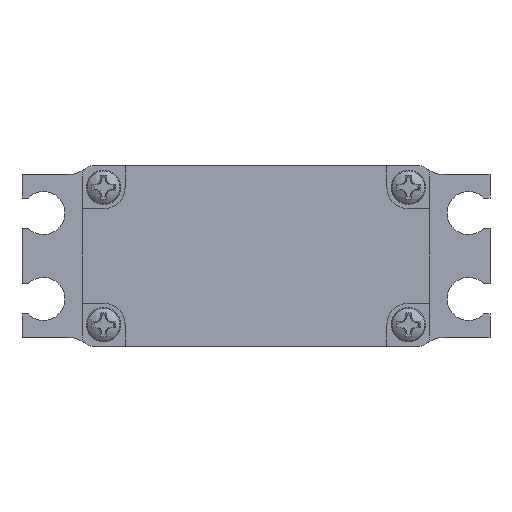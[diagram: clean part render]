
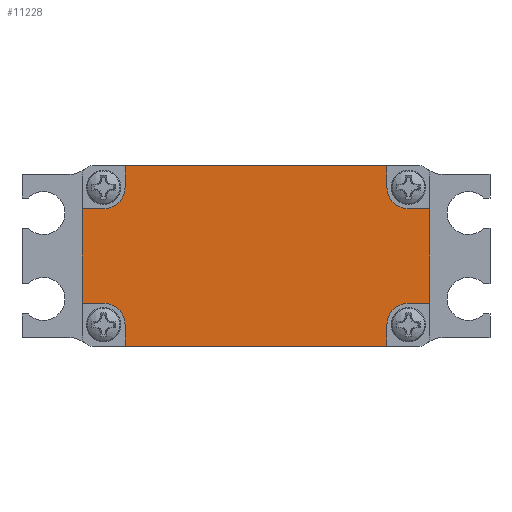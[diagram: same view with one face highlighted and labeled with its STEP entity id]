
A CAD part, front view. The second image highlights one B-rep face of the part: STEP entity #11228.
In plain terms, the highlighted planar face has unit normal (0, -1, 0).
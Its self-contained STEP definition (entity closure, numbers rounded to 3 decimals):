
#333=PLANE('',#12080);
#1011=FACE_OUTER_BOUND('',#1684,.T.);
#1684=EDGE_LOOP('',(#9470,#9471,#9472,#9473,#9474,#9475,#9476,#9477,#9478,
#9479,#9480,#9481,#9482,#9483,#9484,#9485));
#2163=CIRCLE('',#12065,2.5);
#2164=CIRCLE('',#12070,2.5);
#2165=CIRCLE('',#12074,2.5);
#2166=CIRCLE('',#12077,2.5);
#3150=LINE('',#28617,#4001);
#3159=LINE('',#28635,#4010);
#3163=LINE('',#28645,#4014);
#3182=LINE('',#28701,#4033);
#3185=LINE('',#28708,#4036);
#3186=LINE('',#28711,#4037);
#3188=LINE('',#28716,#4039);
#3191=LINE('',#28724,#4042);
#3194=LINE('',#28729,#4045);
#3196=LINE('',#28735,#4047);
#3199=LINE('',#28742,#4050);
#3201=LINE('',#28745,#4052);
#4001=VECTOR('',#13922,10.);
#4010=VECTOR('',#13937,10.);
#4014=VECTOR('',#13947,10.);
#4033=VECTOR('',#14004,10.);
#4036=VECTOR('',#14013,10.);
#4037=VECTOR('',#14016,10.);
#4039=VECTOR('',#14020,10.);
#4042=VECTOR('',#14029,10.);
#4045=VECTOR('',#14034,10.);
#4047=VECTOR('',#14042,10.);
#4050=VECTOR('',#14051,10.);
#4052=VECTOR('',#14055,10.);
#5150=VERTEX_POINT('',#28614);
#5151=VERTEX_POINT('',#28616);
#5156=VERTEX_POINT('',#28632);
#5157=VERTEX_POINT('',#28634);
#5159=VERTEX_POINT('',#28642);
#5160=VERTEX_POINT('',#28644);
#5178=VERTEX_POINT('',#28700);
#5179=VERTEX_POINT('',#28704);
#5180=VERTEX_POINT('',#28710);
#5181=VERTEX_POINT('',#28714);
#5182=VERTEX_POINT('',#28715);
#5183=VERTEX_POINT('',#28722);
#5184=VERTEX_POINT('',#28723);
#5185=VERTEX_POINT('',#28728);
#5186=VERTEX_POINT('',#28734);
#5187=VERTEX_POINT('',#28738);
#6614=EDGE_CURVE('',#5151,#5150,#3150,.T.);
#6624=EDGE_CURVE('',#5157,#5156,#3159,.T.);
#6629=EDGE_CURVE('',#5160,#5159,#3163,.T.);
#6657=EDGE_CURVE('',#5178,#5160,#3182,.T.);
#6659=EDGE_CURVE('',#5179,#5178,#2163,.T.);
#6661=EDGE_CURVE('',#5156,#5179,#3185,.T.);
#6662=EDGE_CURVE('',#5150,#5180,#3186,.T.);
#6664=EDGE_CURVE('',#5181,#5182,#3188,.T.);
#6667=EDGE_CURVE('',#5180,#5181,#2164,.T.);
#6668=EDGE_CURVE('',#5183,#5184,#3191,.T.);
#6671=EDGE_CURVE('',#5185,#5157,#3194,.T.);
#6673=EDGE_CURVE('',#5184,#5185,#2165,.T.);
#6674=EDGE_CURVE('',#5186,#5151,#3196,.T.);
#6676=EDGE_CURVE('',#5187,#5186,#2166,.T.);
#6678=EDGE_CURVE('',#5159,#5187,#3199,.T.);
#6680=EDGE_CURVE('',#5182,#5183,#3201,.T.);
#9470=ORIENTED_EDGE('',*,*,#6661,.T.);
#9471=ORIENTED_EDGE('',*,*,#6659,.T.);
#9472=ORIENTED_EDGE('',*,*,#6657,.T.);
#9473=ORIENTED_EDGE('',*,*,#6629,.T.);
#9474=ORIENTED_EDGE('',*,*,#6678,.T.);
#9475=ORIENTED_EDGE('',*,*,#6676,.T.);
#9476=ORIENTED_EDGE('',*,*,#6674,.T.);
#9477=ORIENTED_EDGE('',*,*,#6614,.T.);
#9478=ORIENTED_EDGE('',*,*,#6662,.T.);
#9479=ORIENTED_EDGE('',*,*,#6667,.T.);
#9480=ORIENTED_EDGE('',*,*,#6664,.T.);
#9481=ORIENTED_EDGE('',*,*,#6680,.T.);
#9482=ORIENTED_EDGE('',*,*,#6668,.T.);
#9483=ORIENTED_EDGE('',*,*,#6673,.T.);
#9484=ORIENTED_EDGE('',*,*,#6671,.T.);
#9485=ORIENTED_EDGE('',*,*,#6624,.T.);
#11228=ADVANCED_FACE('',(#1011),#333,.F.);
#12065=AXIS2_PLACEMENT_3D('',#28705,#14008,#14009);
#12070=AXIS2_PLACEMENT_3D('',#28720,#14025,#14026);
#12074=AXIS2_PLACEMENT_3D('',#28732,#14038,#14039);
#12077=AXIS2_PLACEMENT_3D('',#28739,#14046,#14047);
#12080=AXIS2_PLACEMENT_3D('',#28746,#14056,#14057);
#13922=DIRECTION('',(-1.,0.,0.));
#13937=DIRECTION('',(1.,0.,0.));
#13947=DIRECTION('',(0.,0.,1.));
#14004=DIRECTION('',(1.,0.,0.));
#14008=DIRECTION('center_axis',(0.,1.,0.));
#14009=DIRECTION('ref_axis',(1.,0.,0.));
#14013=DIRECTION('',(0.,0.,1.));
#14016=DIRECTION('',(0.,0.,-1.));
#14020=DIRECTION('',(-1.,0.,0.));
#14025=DIRECTION('center_axis',(0.,1.,0.));
#14026=DIRECTION('ref_axis',(1.,0.,0.));
#14029=DIRECTION('',(1.,0.,0.));
#14034=DIRECTION('',(0.,0.,-1.));
#14038=DIRECTION('center_axis',(0.,1.,0.));
#14039=DIRECTION('ref_axis',(1.,0.,0.));
#14042=DIRECTION('',(0.,0.,1.));
#14046=DIRECTION('center_axis',(0.,1.,0.));
#14047=DIRECTION('ref_axis',(1.,0.,0.));
#14051=DIRECTION('',(-1.,0.,0.));
#14055=DIRECTION('',(0.,0.,-1.));
#14056=DIRECTION('center_axis',(0.,1.,0.));
#14057=DIRECTION('ref_axis',(1.,0.,0.));
#28614=CARTESIAN_POINT('',(-15.25,0.,10.5));
#28616=CARTESIAN_POINT('',(15.25,0.,10.5));
#28617=CARTESIAN_POINT('',(20.25,0.,10.5));
#28632=CARTESIAN_POINT('',(15.25,0.,-10.5));
#28634=CARTESIAN_POINT('',(-15.25,0.,-10.5));
#28635=CARTESIAN_POINT('',(-20.25,0.,-10.5));
#28642=CARTESIAN_POINT('',(20.25,0.,5.5));
#28644=CARTESIAN_POINT('',(20.25,0.,-5.5));
#28645=CARTESIAN_POINT('',(20.25,0.,-10.5));
#28700=CARTESIAN_POINT('',(17.75,0.,-5.5));
#28701=CARTESIAN_POINT('',(8.875,0.,-5.5));
#28704=CARTESIAN_POINT('',(15.25,0.,-8.));
#28705=CARTESIAN_POINT('Origin',(17.75,0.,-8.));
#28708=CARTESIAN_POINT('',(15.25,0.,-5.25));
#28710=CARTESIAN_POINT('',(-15.25,0.,8.));
#28711=CARTESIAN_POINT('',(-15.25,0.,5.25));
#28714=CARTESIAN_POINT('',(-17.75,0.,5.5));
#28715=CARTESIAN_POINT('',(-20.25,0.,5.5));
#28716=CARTESIAN_POINT('',(-8.875,0.,5.5));
#28720=CARTESIAN_POINT('Origin',(-17.75,0.,8.));
#28722=CARTESIAN_POINT('',(-20.25,0.,-5.5));
#28723=CARTESIAN_POINT('',(-17.75,0.,-5.5));
#28724=CARTESIAN_POINT('',(-10.125,0.,-5.5));
#28728=CARTESIAN_POINT('',(-15.25,0.,-8.));
#28729=CARTESIAN_POINT('',(-15.25,0.,-4.));
#28732=CARTESIAN_POINT('Origin',(-17.75,0.,-8.));
#28734=CARTESIAN_POINT('',(15.25,0.,8.));
#28735=CARTESIAN_POINT('',(15.25,0.,4.));
#28738=CARTESIAN_POINT('',(17.75,0.,5.5));
#28739=CARTESIAN_POINT('Origin',(17.75,0.,8.));
#28742=CARTESIAN_POINT('',(10.125,0.,5.5));
#28745=CARTESIAN_POINT('',(-20.25,0.,10.5));
#28746=CARTESIAN_POINT('Origin',(0.,0.,0.));
